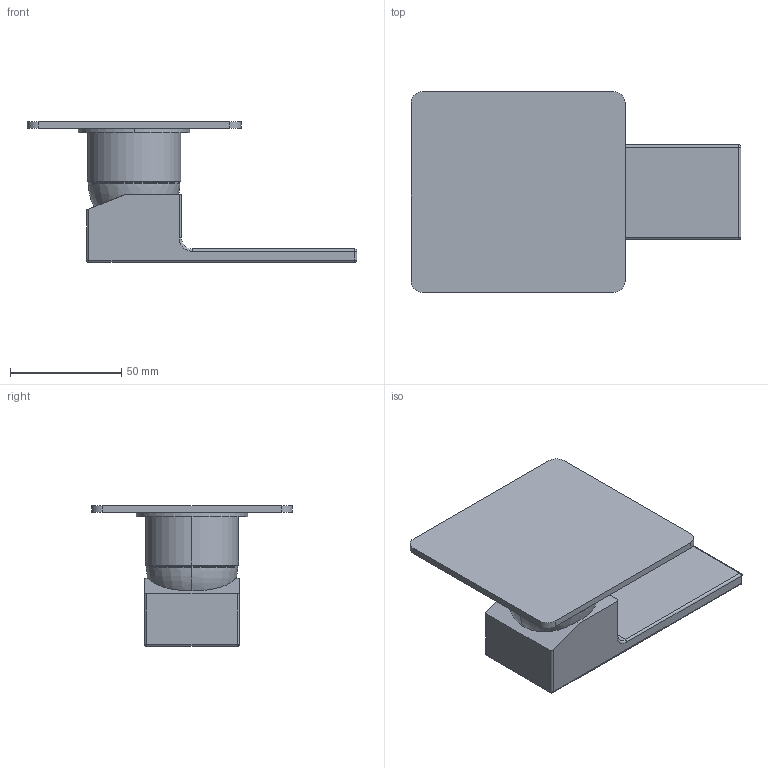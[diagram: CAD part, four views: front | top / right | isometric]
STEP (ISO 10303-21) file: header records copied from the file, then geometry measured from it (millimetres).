
FILE_DESCRIPTION(('CoCreate Modeling STEP Export'),'2;1');
FILE_NAME('84.690R.stp','2012-05-29T16:28:56',(''),(''),'CoCreate Modeling STEP processor for AP214 (Solid Model)','CoCreate Modeling 17.0 01-Apr-2010 (C) Parametric Technology GmbH','');
FILE_SCHEMA(('AUTOMOTIVE_DESIGN { 1 0 10303 214 1 1 1 1 }'));
Length unit declared in the file: millimetre
Products named in the file (2): 691
Assembly tree (1 placements, depth 2):
  691
    691
Bounding box: 148 x 90 x 63.16 mm (x, y, z)
Volume: 141148.1 mm3; surface area: 35640.1 mm2
Topology: 1 solids, 1 shells, 53 faces, 124 edges, 70 vertices
Faces by surface type: cylinder 22, plane 17, torus 6, sphere 6, cone 2
Entity records: 1635 total; most frequent: CARTESIAN_POINT 432, DIRECTION 255, ORIENTED_EDGE 236, EDGE_CURVE 118, AXIS2_PLACEMENT_3D 99, VERTEX_POINT 70, VECTOR 57, LINE 57
